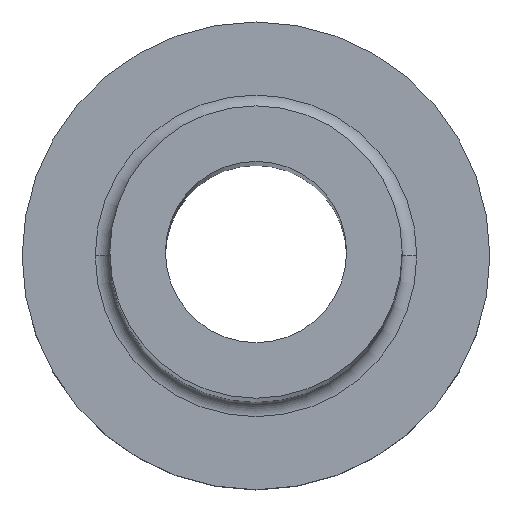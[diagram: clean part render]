
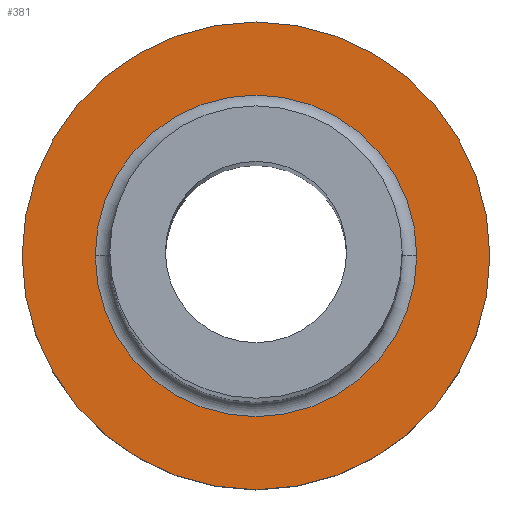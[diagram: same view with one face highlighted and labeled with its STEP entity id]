
A CAD part, top view. The second image highlights one B-rep face of the part: STEP entity #381.
In plain terms, the highlighted planar face has unit normal (0, 0, 1).
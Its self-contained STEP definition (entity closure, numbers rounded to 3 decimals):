
#8 = VERTEX_POINT ( 'NONE', #26 ) ;
#13 = AXIS2_PLACEMENT_3D ( 'NONE', #365, #299, #78 ) ;
#21 = EDGE_CURVE ( 'NONE', #331, #23, #313, .T. ) ;
#23 = VERTEX_POINT ( 'NONE', #57 ) ;
#26 = CARTESIAN_POINT ( 'NONE',  ( 5.5, 0., 5. ) ) ;
#36 = CARTESIAN_POINT ( 'NONE',  ( 0., 0., 5. ) ) ;
#40 = ORIENTED_EDGE ( 'NONE', *, *, #62, .T. ) ;
#57 = CARTESIAN_POINT ( 'NONE',  ( -8., 0., 5. ) ) ;
#62 = EDGE_CURVE ( 'NONE', #8, #163, #268, .T. ) ;
#64 = CARTESIAN_POINT ( 'NONE',  ( -5.5, 0., 5. ) ) ;
#77 = EDGE_LOOP ( 'NONE', ( #40, #348 ) ) ;
#78 = DIRECTION ( 'NONE',  ( 1., 0., 0. ) ) ;
#101 = DIRECTION ( 'NONE',  ( 1., 0., 0. ) ) ;
#104 = ORIENTED_EDGE ( 'NONE', *, *, #333, .T. ) ;
#111 = DIRECTION ( 'NONE',  ( 1., 0., 0. ) ) ;
#127 = PLANE ( 'NONE',  #226 ) ;
#129 = DIRECTION ( 'NONE',  ( 0., 0., 1. ) ) ;
#131 = AXIS2_PLACEMENT_3D ( 'NONE', #36, #129, #101 ) ;
#139 = DIRECTION ( 'NONE',  ( 1., 0., 0. ) ) ;
#145 = DIRECTION ( 'NONE',  ( 0., 0., 1. ) ) ;
#155 = FACE_OUTER_BOUND ( 'NONE', #276, .T. ) ;
#158 = DIRECTION ( 'NONE',  ( 0., 0., 1. ) ) ;
#163 = VERTEX_POINT ( 'NONE', #64 ) ;
#178 = CIRCLE ( 'NONE', #13, 5.5 ) ;
#182 = ORIENTED_EDGE ( 'NONE', *, *, #21, .T. ) ;
#188 = FACE_BOUND ( 'NONE', #77, .T. ) ;
#226 = AXIS2_PLACEMENT_3D ( 'NONE', #334, #158, #309 ) ;
#251 = CARTESIAN_POINT ( 'NONE',  ( 0., 0., 5. ) ) ;
#268 = CIRCLE ( 'NONE', #326, 5.5 ) ;
#276 = EDGE_LOOP ( 'NONE', ( #104, #182 ) ) ;
#294 = CIRCLE ( 'NONE', #131, 8. ) ;
#299 = DIRECTION ( 'NONE',  ( 0., 0., -1. ) ) ;
#309 = DIRECTION ( 'NONE',  ( 1., 0., 0. ) ) ;
#313 = CIRCLE ( 'NONE', #360, 8. ) ;
#315 = CARTESIAN_POINT ( 'NONE',  ( 0., 0., 5. ) ) ;
#326 = AXIS2_PLACEMENT_3D ( 'NONE', #251, #374, #111 ) ;
#329 = CARTESIAN_POINT ( 'NONE',  ( 8., 0., 5. ) ) ;
#331 = VERTEX_POINT ( 'NONE', #329 ) ;
#333 = EDGE_CURVE ( 'NONE', #23, #331, #294, .T. ) ;
#334 = CARTESIAN_POINT ( 'NONE',  ( 0., 0., 5. ) ) ;
#348 = ORIENTED_EDGE ( 'NONE', *, *, #362, .T. ) ;
#360 = AXIS2_PLACEMENT_3D ( 'NONE', #315, #145, #139 ) ;
#362 = EDGE_CURVE ( 'NONE', #163, #8, #178, .T. ) ;
#365 = CARTESIAN_POINT ( 'NONE',  ( 0., 0., 5. ) ) ;
#374 = DIRECTION ( 'NONE',  ( 0., 0., -1. ) ) ;
#381 = ADVANCED_FACE ( 'NONE', ( #188, #155 ), #127, .T. ) ;
